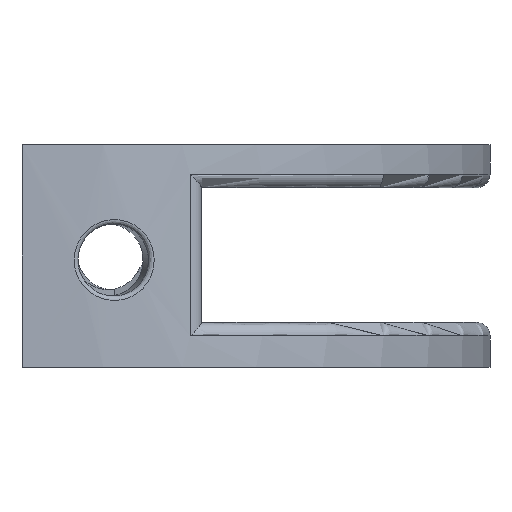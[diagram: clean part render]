
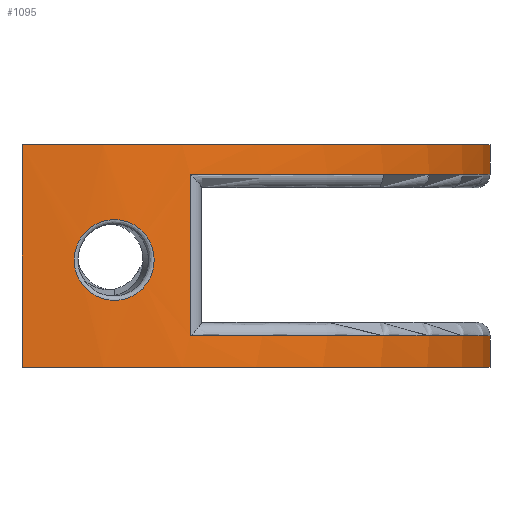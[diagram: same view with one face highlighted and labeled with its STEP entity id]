
A CAD part, left-side view. The second image highlights one B-rep face of the part: STEP entity #1095.
In plain terms, the highlighted cylindrical face has radius 52.1 mm (diameter 104.2 mm), a partial arc.
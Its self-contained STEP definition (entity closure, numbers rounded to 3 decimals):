
#17=FACE_BOUND('',#219,.T.);
#18=FACE_BOUND('',#220,.T.);
#51=B_SPLINE_CURVE_WITH_KNOTS('',3,(#1969,#1970,#1971,#1972),
 .UNSPECIFIED.,.F.,.F.,(4,4),(-0.59,-0.096),
 .UNSPECIFIED.);
#53=B_SPLINE_CURVE_WITH_KNOTS('',3,(#1986,#1987,#1988,#1989),
 .UNSPECIFIED.,.F.,.F.,(4,4),(0.111,0.586),
 .UNSPECIFIED.);
#54=B_SPLINE_CURVE_WITH_KNOTS('',3,(#1990,#1991,#1992,#1993,#1994,#1995,
#1996,#1997,#1998,#1999,#2000),.UNSPECIFIED.,.F.,.F.,(4,1,1,1,1,1,1,1,4),
(-2.387,-2.046,-1.79,-1.705,
-1.364,-1.023,-0.682,-0.341,
0.),.UNSPECIFIED.);
#55=B_SPLINE_CURVE_WITH_KNOTS('',3,(#2003,#2004,#2005,#2006,#2007,#2008,
#2009,#2010,#2011,#2012,#2013,#2014,#2015,#2016,#2017,#2018),
 .UNSPECIFIED.,.T.,.F.,(4,1,1,1,1,1,1,1,1,1,1,1,1,4),(-3.015,
-2.842,-2.67,-2.498,-2.326,
-1.981,-1.809,-1.637,-1.464,-1.292,
-1.12,-0.947,-0.775,-0.603),
 .UNSPECIFIED.);
#74=CYLINDRICAL_SURFACE('',#1202,52.1);
#105=CIRCLE('',#1189,52.1);
#112=CIRCLE('',#1203,52.1);
#113=CIRCLE('',#1204,52.1);
#114=CIRCLE('',#1205,52.1);
#160=FACE_OUTER_BOUND('',#218,.T.);
#218=EDGE_LOOP('',(#844,#845,#846,#847));
#219=EDGE_LOOP('',(#848,#849,#850,#851,#852,#853,#854,#855));
#220=EDGE_LOOP('',(#856));
#297=LINE('',#1796,#374);
#298=LINE('',#1803,#375);
#303=LINE('',#1837,#380);
#310=LINE('',#1943,#387);
#311=LINE('',#1984,#388);
#374=VECTOR('',#1398,10.);
#375=VECTOR('',#1407,10.);
#380=VECTOR('',#1414,10.);
#387=VECTOR('',#1429,10.);
#388=VECTOR('',#1438,10.);
#479=VERTEX_POINT('',#1784);
#480=VERTEX_POINT('',#1786);
#482=VERTEX_POINT('',#1794);
#484=VERTEX_POINT('',#1802);
#485=VERTEX_POINT('',#1808);
#488=VERTEX_POINT('',#1824);
#498=VERTEX_POINT('',#1912);
#501=VERTEX_POINT('',#1930);
#502=VERTEX_POINT('',#1968);
#504=VERTEX_POINT('',#1981);
#505=VERTEX_POINT('',#1983);
#506=VERTEX_POINT('',#1985);
#507=VERTEX_POINT('',#2002);
#604=EDGE_CURVE('',#479,#480,#105,.T.);
#610=EDGE_CURVE('',#479,#482,#297,.T.);
#613=EDGE_CURVE('',#484,#480,#298,.T.);
#620=EDGE_CURVE('',#488,#485,#303,.T.);
#636=EDGE_CURVE('',#501,#498,#310,.T.);
#637=EDGE_CURVE('',#498,#502,#51,.T.);
#640=EDGE_CURVE('',#484,#482,#112,.T.);
#641=EDGE_CURVE('',#504,#488,#113,.T.);
#642=EDGE_CURVE('',#505,#504,#311,.T.);
#643=EDGE_CURVE('',#506,#505,#53,.T.);
#644=EDGE_CURVE('',#502,#506,#54,.T.);
#645=EDGE_CURVE('',#485,#501,#114,.T.);
#646=EDGE_CURVE('',#507,#507,#55,.T.);
#844=ORIENTED_EDGE('',*,*,#610,.T.);
#845=ORIENTED_EDGE('',*,*,#640,.F.);
#846=ORIENTED_EDGE('',*,*,#613,.T.);
#847=ORIENTED_EDGE('',*,*,#604,.F.);
#848=ORIENTED_EDGE('',*,*,#641,.F.);
#849=ORIENTED_EDGE('',*,*,#642,.F.);
#850=ORIENTED_EDGE('',*,*,#643,.F.);
#851=ORIENTED_EDGE('',*,*,#644,.F.);
#852=ORIENTED_EDGE('',*,*,#637,.F.);
#853=ORIENTED_EDGE('',*,*,#636,.F.);
#854=ORIENTED_EDGE('',*,*,#645,.F.);
#855=ORIENTED_EDGE('',*,*,#620,.F.);
#856=ORIENTED_EDGE('',*,*,#646,.F.);
#1095=ADVANCED_FACE('',(#160,#17,#18),#74,.T.);
#1189=AXIS2_PLACEMENT_3D('',#1787,#1388,#1389);
#1202=AXIS2_PLACEMENT_3D('',#1979,#1432,#1433);
#1203=AXIS2_PLACEMENT_3D('',#1980,#1434,#1435);
#1204=AXIS2_PLACEMENT_3D('',#1982,#1436,#1437);
#1205=AXIS2_PLACEMENT_3D('',#2001,#1439,#1440);
#1388=DIRECTION('center_axis',(0.,0.,-1.));
#1389=DIRECTION('ref_axis',(1.,0.,0.));
#1398=DIRECTION('',(0.,0.,1.));
#1407=DIRECTION('',(0.,0.,-1.));
#1414=DIRECTION('',(0.,0.,-1.));
#1429=DIRECTION('',(0.,0.,1.));
#1432=DIRECTION('center_axis',(0.,0.,1.));
#1433=DIRECTION('ref_axis',(1.,0.,0.));
#1434=DIRECTION('center_axis',(0.,0.,1.));
#1435=DIRECTION('ref_axis',(1.,0.,0.));
#1436=DIRECTION('center_axis',(0.,0.,-1.));
#1437=DIRECTION('ref_axis',(0.,-1.,0.));
#1438=DIRECTION('',(0.,0.,1.));
#1439=DIRECTION('center_axis',(0.,0.,1.));
#1440=DIRECTION('ref_axis',(0.,-1.,0.));
#1784=CARTESIAN_POINT('',(52.1,0.,0.));
#1786=CARTESIAN_POINT('',(-52.1,0.,0.));
#1787=CARTESIAN_POINT('Origin',(0.,0.,0.));
#1794=CARTESIAN_POINT('',(52.1,0.,24.8));
#1796=CARTESIAN_POINT('',(52.1,0.,12.4));
#1802=CARTESIAN_POINT('',(-52.1,0.,24.8));
#1803=CARTESIAN_POINT('',(-52.1,0.,12.4));
#1808=CARTESIAN_POINT('',(-48.621,-18.719,3.5));
#1824=CARTESIAN_POINT('',(-48.621,-18.719,21.5));
#1837=CARTESIAN_POINT('',(-48.621,-18.719,12.4));
#1912=CARTESIAN_POINT('',(48.621,-18.719,9.955));
#1930=CARTESIAN_POINT('',(48.621,-18.719,3.5));
#1943=CARTESIAN_POINT('',(48.621,-18.719,12.4));
#1968=CARTESIAN_POINT('',(50.183,-14.003,10.343));
#1969=CARTESIAN_POINT('Ctrl Pts',(48.621,-18.719,9.955));
#1970=CARTESIAN_POINT('Ctrl Pts',(49.219,-17.166,9.908));
#1971=CARTESIAN_POINT('Ctrl Pts',(49.742,-15.583,10.063));
#1972=CARTESIAN_POINT('Ctrl Pts',(50.183,-14.003,10.343));
#1979=CARTESIAN_POINT('Origin',(0.,0.,12.4));
#1980=CARTESIAN_POINT('Origin',(0.,0.,24.8));
#1981=CARTESIAN_POINT('',(48.621,-18.719,21.5));
#1982=CARTESIAN_POINT('Origin',(0.,0.,21.5));
#1983=CARTESIAN_POINT('',(48.621,-18.719,14.939));
#1984=CARTESIAN_POINT('',(48.621,-18.719,12.4));
#1985=CARTESIAN_POINT('',(50.131,-14.19,14.583));
#1986=CARTESIAN_POINT('Ctrl Pts',(50.131,-14.19,14.583));
#1987=CARTESIAN_POINT('Ctrl Pts',(49.701,-15.707,14.842));
#1988=CARTESIAN_POINT('Ctrl Pts',(49.195,-17.227,14.984));
#1989=CARTESIAN_POINT('Ctrl Pts',(48.621,-18.719,14.939));
#1990=CARTESIAN_POINT('Ctrl Pts',(50.183,-14.003,10.343));
#1991=CARTESIAN_POINT('Ctrl Pts',(50.341,-13.437,9.367));
#1992=CARTESIAN_POINT('Ctrl Pts',(50.782,-11.785,8.068));
#1993=CARTESIAN_POINT('Ctrl Pts',(51.248,-9.44,8.091));
#1994=CARTESIAN_POINT('Ctrl Pts',(51.596,-7.331,8.946));
#1995=CARTESIAN_POINT('Ctrl Pts',(51.808,-5.525,11.018));
#1996=CARTESIAN_POINT('Ctrl Pts',(51.791,-5.692,14.682));
#1997=CARTESIAN_POINT('Ctrl Pts',(51.469,-8.338,17.224));
#1998=CARTESIAN_POINT('Ctrl Pts',(50.748,-11.967,17.265));
#1999=CARTESIAN_POINT('Ctrl Pts',(50.266,-13.712,15.608));
#2000=CARTESIAN_POINT('Ctrl Pts',(50.131,-14.19,14.583));
#2001=CARTESIAN_POINT('Origin',(0.,0.,3.5));
#2002=CARTESIAN_POINT('',(-51.072,-10.297,16.451));
#2003=CARTESIAN_POINT('Ctrl Pts',(-51.072,-10.297,16.451));
#2004=CARTESIAN_POINT('Ctrl Pts',(-51.207,-9.63,16.451));
#2005=CARTESIAN_POINT('Ctrl Pts',(-51.447,-8.293,16.144));
#2006=CARTESIAN_POINT('Ctrl Pts',(-51.677,-6.669,14.851));
#2007=CARTESIAN_POINT('Ctrl Pts',(-51.78,-5.771,12.991));
#2008=CARTESIAN_POINT('Ctrl Pts',(-51.781,-5.755,10.215));
#2009=CARTESIAN_POINT('Ctrl Pts',(-51.569,-7.611,7.902));
#2010=CARTESIAN_POINT('Ctrl Pts',(-51.086,-10.303,7.3));
#2011=CARTESIAN_POINT('Ctrl Pts',(-50.642,-12.289,7.757));
#2012=CARTESIAN_POINT('Ctrl Pts',(-50.225,-13.874,9.05));
#2013=CARTESIAN_POINT('Ctrl Pts',(-49.969,-14.748,10.914));
#2014=CARTESIAN_POINT('Ctrl Pts',(-49.969,-14.748,12.987));
#2015=CARTESIAN_POINT('Ctrl Pts',(-50.224,-13.874,14.853));
#2016=CARTESIAN_POINT('Ctrl Pts',(-50.641,-12.29,16.143));
#2017=CARTESIAN_POINT('Ctrl Pts',(-50.938,-10.964,16.451));
#2018=CARTESIAN_POINT('Ctrl Pts',(-51.072,-10.297,16.451));
